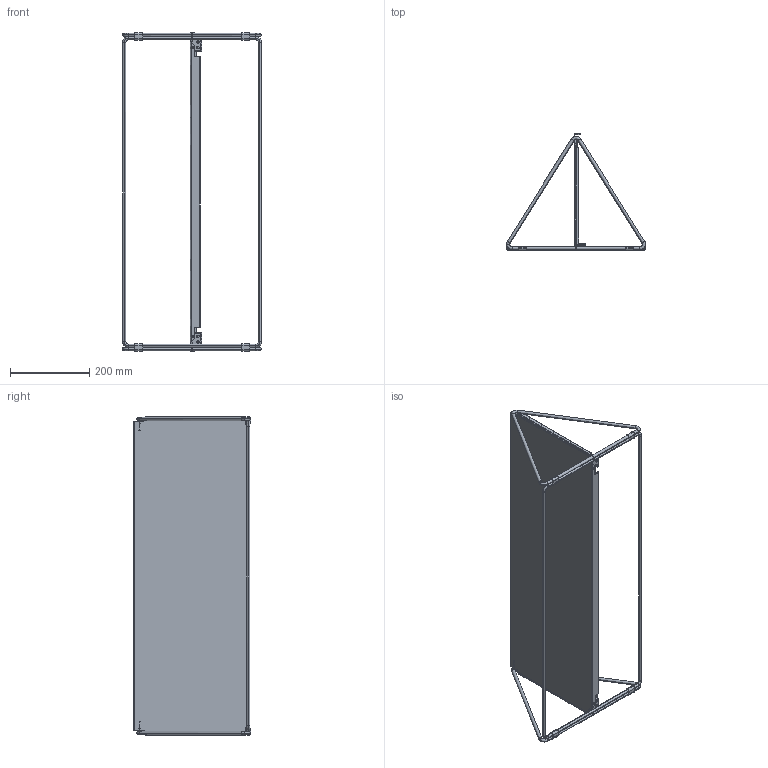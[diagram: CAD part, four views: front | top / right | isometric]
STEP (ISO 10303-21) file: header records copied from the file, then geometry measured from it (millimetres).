
FILE_DESCRIPTION (( 'STEP AP203' ), '1' );
FILE_NAME ('1214.STEP', '2023-06-14T10:59:48', ( '' ), ( '' ), 'SwSTEP 2.0', 'SolidWorks 2022', '' );
FILE_SCHEMA (( 'CONFIG_CONTROL_DESIGN' ));
Length unit declared in the file: millimetre
Products named in the file (12): Sroub M6x8-hl10_ST6,3x13-F-H.IGS; 08121013.IGS; 1214.IGS; 08121041-A.IGS; Fleysen sponka V4-pro návody.IGS; Zrcadlení08121013.IGS; 08121411.IGS; 08121031.IGS; plech krytka var.4.IGS; 1214; 08121011.IGS; Obdelnik 1210.IGS
Assembly tree (19 placements, depth 3):
  1214
    1214.IGS
      08121411.IGS  x2
      Obdelnik 1210.IGS
      08121031.IGS  x2
      08121011.IGS  x2
      08121013.IGS
      Zrcadlení08121013.IGS
      08121041-A.IGS
      Sroub M6x8-hl10_ST6,3x13-F-H.IGS  x2
      Fleysen sponka V4-pro návody.IGS  x4
      plech krytka var.4.IGS  x2
Bounding box: 350.04 x 295.11 x 802.2 mm (x, y, z)
Volume: 530065.8 mm3; surface area: 694084 mm2
Topology: 18 solids, 18 shells, 523 faces, 1293 edges, 788 vertices
Faces by surface type: bspline 523
Entity records: 12705 total; most frequent: CARTESIAN_POINT 6605, ORIENTED_EDGE 1544, EDGE_CURVE 772, B_SPLINE_CURVE_WITH_KNOTS 585, VERTEX_POINT 459, EDGE_LOOP 341, FACE_OUTER_BOUND 326, ADVANCED_FACE 326
